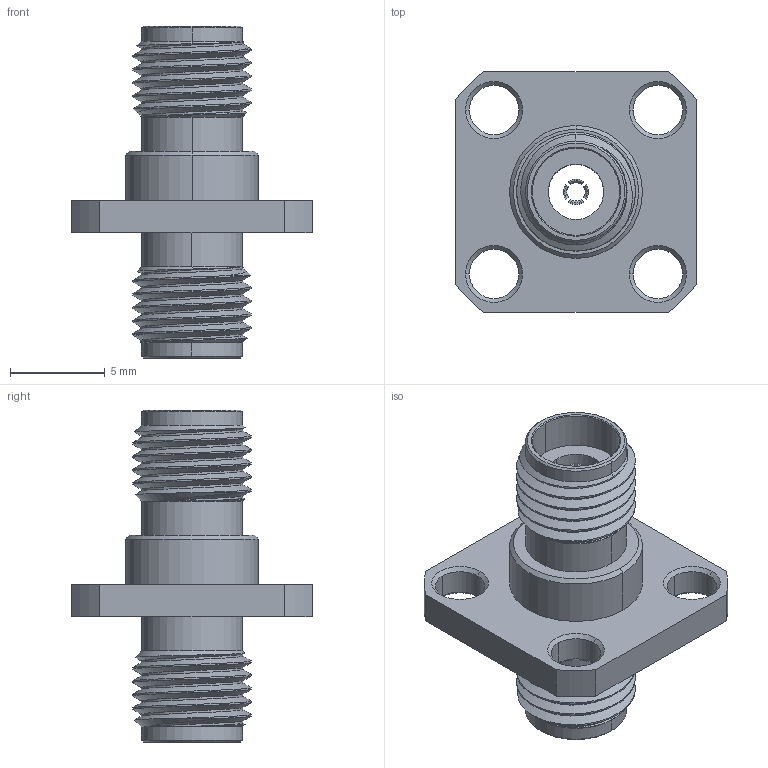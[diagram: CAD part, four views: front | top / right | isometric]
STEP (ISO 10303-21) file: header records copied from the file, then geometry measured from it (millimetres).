
FILE_DESCRIPTION (( 'STEP AP214' ), '1' );
FILE_NAME ('30K-506-D3.STEP', '2024-08-17T16:17:03', ( '' ), ( '' ), 'SwSTEP 2.0', 'SolidWorks 2024', '' );
FILE_SCHEMA (( 'AUTOMOTIVE_DESIGN' ));
Length unit declared in the file: millimetre
Products named in the file (1): 30K-506-D3
Bounding box: 12.7 x 12.7 x 17.5 mm (x, y, z)
Surface area: 939.3 mm2 (no closed solid volume)
Topology: 0 solids, 10 shells, 119 faces, 328 edges, 224 vertices
Faces by surface type: cylinder 50, cone 44, plane 19, bspline 6
Entity records: 5559 total; most frequent: CARTESIAN_POINT 2626, DIRECTION 612, ORIENTED_EDGE 598, EDGE_CURVE 328, AXIS2_PLACEMENT_3D 250, VERTEX_POINT 224, CIRCLE 136, EDGE_LOOP 134
